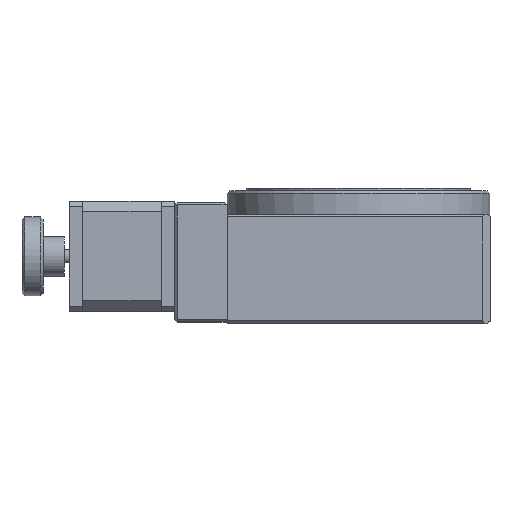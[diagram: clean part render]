
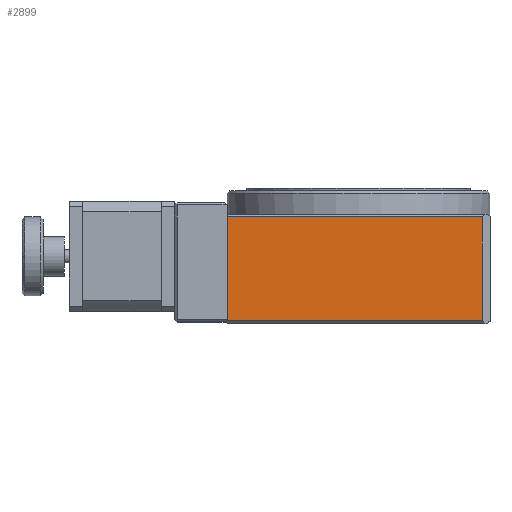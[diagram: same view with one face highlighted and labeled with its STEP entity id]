
A CAD part, top view. The second image highlights one B-rep face of the part: STEP entity #2899.
In plain terms, the highlighted planar face has unit normal (0, 0, 1).
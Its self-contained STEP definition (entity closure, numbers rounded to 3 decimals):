
#101 = DIRECTION ( 'NONE',  ( 0., 1., 0. ) ) ;
#121 = VERTEX_POINT ( 'NONE', #2305 ) ;
#533 = VECTOR ( 'NONE', #11064, 1000. ) ;
#873 = ORIENTED_EDGE ( 'NONE', *, *, #8948, .T. ) ;
#1976 = EDGE_CURVE ( 'NONE', #11850, #10121, #4572, .T. ) ;
#2305 = CARTESIAN_POINT ( 'NONE',  ( 97., 40.5, 1. ) ) ;
#2899 = ADVANCED_FACE ( 'NONE', ( #12434 ), #9082, .T. ) ;
#3108 = LINE ( 'NONE', #8215, #533 ) ;
#3139 = CARTESIAN_POINT ( 'NONE',  ( 0., 40.5, 1. ) ) ;
#3618 = ORIENTED_EDGE ( 'NONE', *, *, #1976, .T. ) ;
#4027 = ORIENTED_EDGE ( 'NONE', *, *, #10568, .T. ) ;
#4439 = CARTESIAN_POINT ( 'NONE',  ( 97., 1., 1. ) ) ;
#4572 = LINE ( 'NONE', #8605, #9127 ) ;
#5001 = VECTOR ( 'NONE', #101, 1000. ) ;
#5241 = EDGE_LOOP ( 'NONE', ( #873, #3618, #11882, #4027 ) ) ;
#5299 = DIRECTION ( 'NONE',  ( 0., -1., 0. ) ) ;
#5859 = DIRECTION ( 'NONE',  ( 1., 0., 0. ) ) ;
#5886 = CARTESIAN_POINT ( 'NONE',  ( 97., 41.5, 1. ) ) ;
#6037 = EDGE_CURVE ( 'NONE', #10121, #121, #10330, .T. ) ;
#6385 = CARTESIAN_POINT ( 'NONE',  ( 0., 1., 1. ) ) ;
#6830 = VECTOR ( 'NONE', #11950, 1000. ) ;
#7299 = CARTESIAN_POINT ( 'NONE',  ( 0., 41.5, 1. ) ) ;
#8215 = CARTESIAN_POINT ( 'NONE',  ( 0., 51.5, 1. ) ) ;
#8605 = CARTESIAN_POINT ( 'NONE',  ( 50., 1., 1. ) ) ;
#8948 = EDGE_CURVE ( 'NONE', #9105, #11850, #3108, .T. ) ;
#9082 = PLANE ( 'NONE',  #11010 ) ;
#9105 = VERTEX_POINT ( 'NONE', #10367 ) ;
#9127 = VECTOR ( 'NONE', #5859, 1000. ) ;
#10121 = VERTEX_POINT ( 'NONE', #4439 ) ;
#10330 = LINE ( 'NONE', #5886, #5001 ) ;
#10367 = CARTESIAN_POINT ( 'NONE',  ( 0., 40.5, 1. ) ) ;
#10568 = EDGE_CURVE ( 'NONE', #121, #9105, #10796, .T. ) ;
#10796 = LINE ( 'NONE', #3139, #6830 ) ;
#11010 = AXIS2_PLACEMENT_3D ( 'NONE', #7299, #11133, #5299 ) ;
#11064 = DIRECTION ( 'NONE',  ( 0., -1., 0. ) ) ;
#11133 = DIRECTION ( 'NONE',  ( 0., 0., 1. ) ) ;
#11850 = VERTEX_POINT ( 'NONE', #6385 ) ;
#11882 = ORIENTED_EDGE ( 'NONE', *, *, #6037, .T. ) ;
#11950 = DIRECTION ( 'NONE',  ( -1., 0., 0. ) ) ;
#12434 = FACE_OUTER_BOUND ( 'NONE', #5241, .T. ) ;
